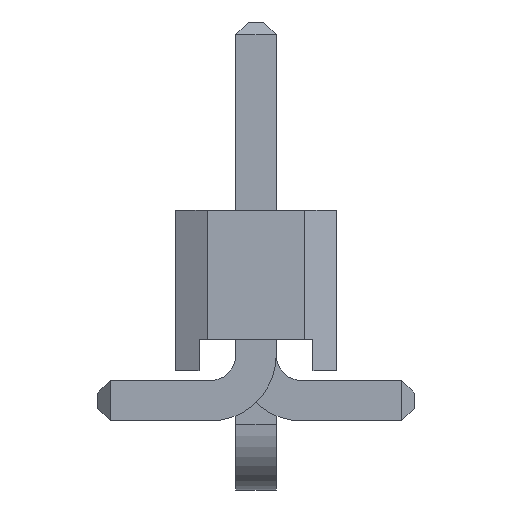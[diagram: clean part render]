
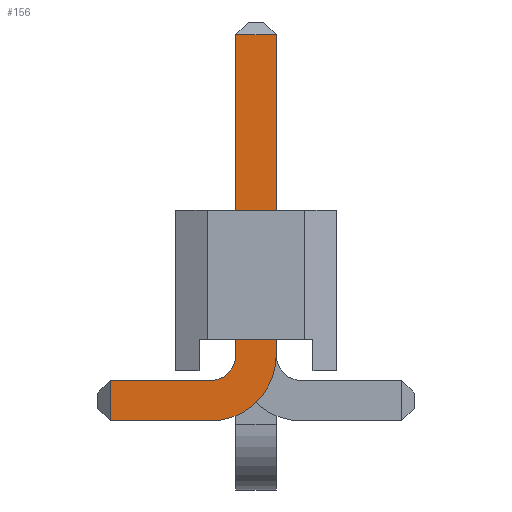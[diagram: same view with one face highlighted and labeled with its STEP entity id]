
A CAD part, left-side view. The second image highlights one B-rep face of the part: STEP entity #156.
In plain terms, the highlighted face is planar.
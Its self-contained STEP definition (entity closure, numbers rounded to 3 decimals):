
#156 = ADVANCED_FACE( '', ( #411 ), #412, .T. );
#411 = FACE_OUTER_BOUND( '', #765, .T. );
#412 = PLANE( '', #766 );
#765 = EDGE_LOOP( '', ( #1213, #1214, #1215, #1216, #1217, #1218, #1219, #1220 ) );
#766 = AXIS2_PLACEMENT_3D( '', #1221, #1222, #1223 );
#1213 = ORIENTED_EDGE( '', *, *, #2202, .F. );
#1214 = ORIENTED_EDGE( '', *, *, #2203, .T. );
#1215 = ORIENTED_EDGE( '', *, *, #2204, .F. );
#1216 = ORIENTED_EDGE( '', *, *, #2205, .F. );
#1217 = ORIENTED_EDGE( '', *, *, #2206, .F. );
#1218 = ORIENTED_EDGE( '', *, *, #2207, .T. );
#1219 = ORIENTED_EDGE( '', *, *, #2208, .F. );
#1220 = ORIENTED_EDGE( '', *, *, #2209, .F. );
#1221 = CARTESIAN_POINT( '', ( 0.72, 0.32, -2.11 ) );
#1222 = DIRECTION( '', ( 0., 1., 0. ) );
#1223 = DIRECTION( '', ( 0., 0., 1. ) );
#2202 = EDGE_CURVE( '', #2686, #2687, #2688, .T. );
#2203 = EDGE_CURVE( '', #2686, #2689, #2690, .T. );
#2204 = EDGE_CURVE( '', #2691, #2689, #2692, .T. );
#2205 = EDGE_CURVE( '', #2693, #2691, #2694, .T. );
#2206 = EDGE_CURVE( '', #2695, #2693, #2696, .T. );
#2207 = EDGE_CURVE( '', #2695, #2697, #2698, .T. );
#2208 = EDGE_CURVE( '', #2699, #2697, #2700, .T. );
#2209 = EDGE_CURVE( '', #2687, #2699, #2701, .T. );
#2686 = VERTEX_POINT( '', #3373 );
#2687 = VERTEX_POINT( '', #3374 );
#2688 = LINE( '', #3375, #3376 );
#2689 = VERTEX_POINT( '', #3377 );
#2690 = LINE( '', #3378, #3379 );
#2691 = VERTEX_POINT( '', #3380 );
#2692 = LINE( '', #3381, #3382 );
#2693 = VERTEX_POINT( '', #3383 );
#2694 = CIRCLE( '', #3384, 1.04 );
#2695 = VERTEX_POINT( '', #3385 );
#2696 = LINE( '', #3386, #3387 );
#2697 = VERTEX_POINT( '', #3388 );
#2698 = LINE( '', #3389, #3390 );
#2699 = VERTEX_POINT( '', #3391 );
#2700 = LINE( '', #3392, #3393 );
#2701 = CIRCLE( '', #3394, 0.4 );
#3373 = CARTESIAN_POINT( '', ( 2.3, 0.32, -2.51 ) );
#3374 = CARTESIAN_POINT( '', ( 0.72, 0.32, -2.51 ) );
#3375 = CARTESIAN_POINT( '', ( 2.5, 0.32, -2.51 ) );
#3376 = VECTOR( '', #4091, 1000. );
#3377 = CARTESIAN_POINT( '', ( 2.3, 0.32, -3.15 ) );
#3378 = CARTESIAN_POINT( '', ( 2.3, 0.32, -3.15 ) );
#3379 = VECTOR( '', #4092, 1000. );
#3380 = CARTESIAN_POINT( '', ( 0.72, 0.32, -3.15 ) );
#3381 = CARTESIAN_POINT( '', ( 2.5, 0.32, -3.15 ) );
#3382 = VECTOR( '', #4093, 1000. );
#3383 = CARTESIAN_POINT( '', ( -0.32, 0.32, -2.11 ) );
#3384 = AXIS2_PLACEMENT_3D( '', #4094, #4095, #4096 );
#3385 = CARTESIAN_POINT( '', ( -0.32, 0.32, 2.95 ) );
#3386 = CARTESIAN_POINT( '', ( -0.32, 0.32, -2.11 ) );
#3387 = VECTOR( '', #4097, 1000. );
#3388 = CARTESIAN_POINT( '', ( 0.32, 0.32, 2.95 ) );
#3389 = CARTESIAN_POINT( '', ( 0.32, 0.32, 2.95 ) );
#3390 = VECTOR( '', #4098, 1000. );
#3391 = CARTESIAN_POINT( '', ( 0.32, 0.32, -2.11 ) );
#3392 = CARTESIAN_POINT( '', ( 0.32, 0.32, -2.11 ) );
#3393 = VECTOR( '', #4099, 1000. );
#3394 = AXIS2_PLACEMENT_3D( '', #4100, #4101, #4102 );
#4091 = DIRECTION( '', ( -1., 0., 0. ) );
#4092 = DIRECTION( '', ( 0., 0., -1. ) );
#4093 = DIRECTION( '', ( 1., 0., 0. ) );
#4094 = CARTESIAN_POINT( '', ( 0.72, 0.32, -2.11 ) );
#4095 = DIRECTION( '', ( 0., -1., 0. ) );
#4096 = DIRECTION( '', ( 1., 0., 0. ) );
#4097 = DIRECTION( '', ( 0., 0., -1. ) );
#4098 = DIRECTION( '', ( 1., 0., 0. ) );
#4099 = DIRECTION( '', ( 0., 0., 1. ) );
#4100 = CARTESIAN_POINT( '', ( 0.72, 0.32, -2.11 ) );
#4101 = DIRECTION( '', ( 0., 1., 0. ) );
#4102 = DIRECTION( '', ( 1., 0., 0. ) );
